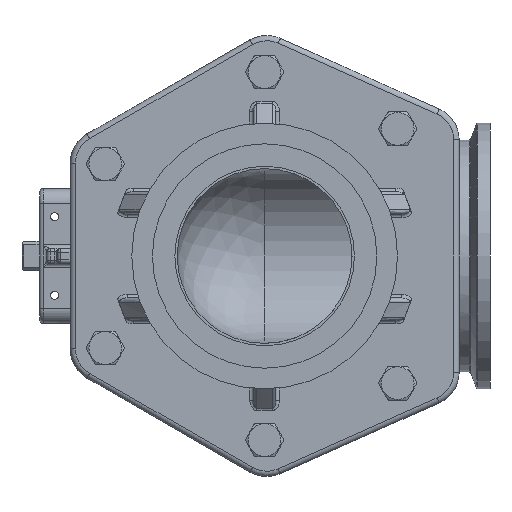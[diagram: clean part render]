
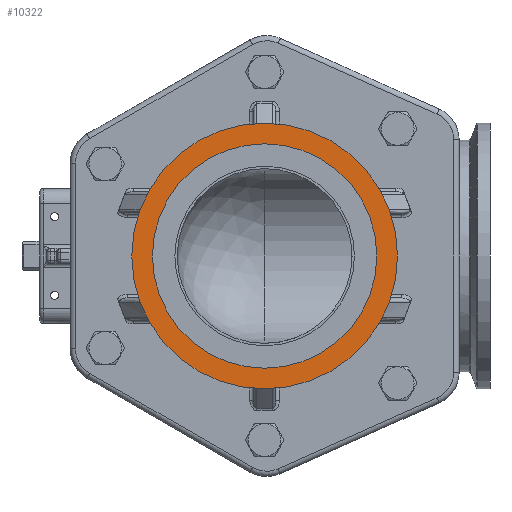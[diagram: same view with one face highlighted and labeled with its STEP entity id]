
A CAD part, left-side view. The second image highlights one B-rep face of the part: STEP entity #10322.
In plain terms, the highlighted face is planar.
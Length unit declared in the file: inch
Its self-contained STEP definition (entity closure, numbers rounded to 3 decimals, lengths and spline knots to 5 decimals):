
#379=FACE_BOUND('',#2326,.T.);
#693=PLANE('',#11595);
#1692=FACE_OUTER_BOUND('',#2325,.T.);
#2325=EDGE_LOOP('',(#8618,#8619));
#2326=EDGE_LOOP('',(#8620,#8621));
#3883=CIRCLE('',#11471,2.22);
#3884=CIRCLE('',#11472,2.22);
#3932=CIRCLE('',#11583,1.875);
#3933=CIRCLE('',#11584,1.875);
#4692=VERTEX_POINT('',#19940);
#4693=VERTEX_POINT('',#19942);
#4736=VERTEX_POINT('',#20456);
#4737=VERTEX_POINT('',#20458);
#5999=EDGE_CURVE('',#4692,#4693,#3883,.T.);
#6000=EDGE_CURVE('',#4693,#4692,#3884,.T.);
#6108=EDGE_CURVE('',#4737,#4736,#3932,.T.);
#6109=EDGE_CURVE('',#4736,#4737,#3933,.T.);
#8618=ORIENTED_EDGE('',*,*,#6000,.F.);
#8619=ORIENTED_EDGE('',*,*,#5999,.F.);
#8620=ORIENTED_EDGE('',*,*,#6108,.T.);
#8621=ORIENTED_EDGE('',*,*,#6109,.T.);
#10322=ADVANCED_FACE('',(#1692,#379),#693,.T.);
#11471=AXIS2_PLACEMENT_3D('',#19943,#13627,#13628);
#11472=AXIS2_PLACEMENT_3D('',#19944,#13629,#13630);
#11583=AXIS2_PLACEMENT_3D('',#20459,#13879,#13880);
#11584=AXIS2_PLACEMENT_3D('',#20460,#13881,#13882);
#11595=AXIS2_PLACEMENT_3D('',#20479,#13905,#13906);
#13627=DIRECTION('center_axis',(0.,0.,-1.));
#13628=DIRECTION('ref_axis',(0.,1.,0.));
#13629=DIRECTION('center_axis',(0.,0.,-1.));
#13630=DIRECTION('ref_axis',(0.,1.,0.));
#13879=DIRECTION('center_axis',(0.,0.,-1.));
#13880=DIRECTION('ref_axis',(0.,1.,0.));
#13881=DIRECTION('center_axis',(0.,0.,-1.));
#13882=DIRECTION('ref_axis',(0.,1.,0.));
#13905=DIRECTION('center_axis',(0.,0.,1.));
#13906=DIRECTION('ref_axis',(1.,0.,0.));
#19940=CARTESIAN_POINT('',(0.,-2.22,2.13));
#19942=CARTESIAN_POINT('',(0.,2.22,2.13));
#19943=CARTESIAN_POINT('Origin',(0.,0.,2.13));
#19944=CARTESIAN_POINT('Origin',(0.,0.,2.13));
#20456=CARTESIAN_POINT('',(0.,-1.875,2.13));
#20458=CARTESIAN_POINT('',(0.,1.875,2.13));
#20459=CARTESIAN_POINT('Origin',(0.,0.,2.13));
#20460=CARTESIAN_POINT('Origin',(0.,0.,2.13));
#20479=CARTESIAN_POINT('Origin',(0.,1.11,2.13));
